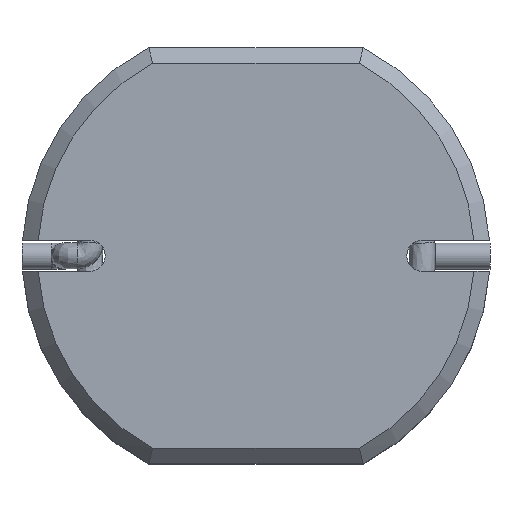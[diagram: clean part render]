
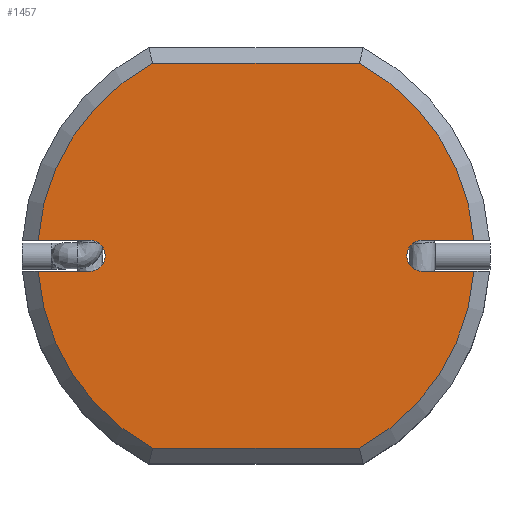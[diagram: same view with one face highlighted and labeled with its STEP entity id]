
A CAD part, top view. The second image highlights one B-rep face of the part: STEP entity #1457.
In plain terms, the highlighted planar face has unit normal (0, 0, 1).
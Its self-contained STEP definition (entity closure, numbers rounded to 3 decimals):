
#222=PLANE('',#1783);
#301=FACE_OUTER_BOUND('',#395,.T.);
#395=EDGE_LOOP('',(#1227,#1228,#1229,#1230,#1231,#1232,#1233,#1234,#1235,
#1236,#1237,#1238));
#477=CIRCLE('',#1775,1.575);
#483=CIRCLE('',#1784,0.113);
#484=CIRCLE('',#1785,1.575);
#485=CIRCLE('',#1786,1.575);
#486=CIRCLE('',#1787,0.113);
#487=CIRCLE('',#1788,1.575);
#546=LINE('',#3458,#637);
#556=LINE('',#3495,#647);
#557=LINE('',#3499,#648);
#558=LINE('',#3503,#649);
#559=LINE('',#3507,#650);
#560=LINE('',#3510,#651);
#637=VECTOR('',#2127,0.75);
#647=VECTOR('',#2157,0.75);
#648=VECTOR('',#2160,0.75);
#649=VECTOR('',#2163,0.75);
#650=VECTOR('',#2166,0.75);
#651=VECTOR('',#2169,0.75);
#757=VERTEX_POINT('',#3453);
#758=VERTEX_POINT('',#3457);
#760=VERTEX_POINT('',#3463);
#771=VERTEX_POINT('',#3493);
#772=VERTEX_POINT('',#3494);
#773=VERTEX_POINT('',#3496);
#774=VERTEX_POINT('',#3498);
#775=VERTEX_POINT('',#3500);
#776=VERTEX_POINT('',#3502);
#777=VERTEX_POINT('',#3504);
#778=VERTEX_POINT('',#3506);
#779=VERTEX_POINT('',#3509);
#915=EDGE_CURVE('',#757,#758,#546,.T.);
#919=EDGE_CURVE('',#757,#760,#477,.T.);
#932=EDGE_CURVE('',#771,#772,#556,.T.);
#933=EDGE_CURVE('',#773,#772,#483,.T.);
#934=EDGE_CURVE('',#774,#773,#557,.T.);
#935=EDGE_CURVE('',#774,#775,#484,.T.);
#936=EDGE_CURVE('',#776,#775,#558,.T.);
#937=EDGE_CURVE('',#776,#777,#485,.T.);
#938=EDGE_CURVE('',#777,#778,#559,.T.);
#939=EDGE_CURVE('',#758,#778,#486,.T.);
#940=EDGE_CURVE('',#760,#779,#560,.T.);
#941=EDGE_CURVE('',#779,#771,#487,.T.);
#1227=ORIENTED_EDGE('',*,*,#932,.T.);
#1228=ORIENTED_EDGE('',*,*,#933,.F.);
#1229=ORIENTED_EDGE('',*,*,#934,.F.);
#1230=ORIENTED_EDGE('',*,*,#935,.T.);
#1231=ORIENTED_EDGE('',*,*,#936,.F.);
#1232=ORIENTED_EDGE('',*,*,#937,.T.);
#1233=ORIENTED_EDGE('',*,*,#938,.T.);
#1234=ORIENTED_EDGE('',*,*,#939,.F.);
#1235=ORIENTED_EDGE('',*,*,#915,.F.);
#1236=ORIENTED_EDGE('',*,*,#919,.T.);
#1237=ORIENTED_EDGE('',*,*,#940,.T.);
#1238=ORIENTED_EDGE('',*,*,#941,.T.);
#1457=ADVANCED_FACE('',(#301),#222,.T.);
#1775=AXIS2_PLACEMENT_3D('',#3467,#2132,#2133);
#1783=AXIS2_PLACEMENT_3D('',#3492,#2155,#2156);
#1784=AXIS2_PLACEMENT_3D('',#3497,#2158,#2159);
#1785=AXIS2_PLACEMENT_3D('',#3501,#2161,#2162);
#1786=AXIS2_PLACEMENT_3D('',#3505,#2164,#2165);
#1787=AXIS2_PLACEMENT_3D('',#3508,#2167,#2168);
#1788=AXIS2_PLACEMENT_3D('',#3511,#2170,#2171);
#2127=DIRECTION('',(1.,0.,0.));
#2132=DIRECTION('center_axis',(0.,0.,1.));
#2133=DIRECTION('ref_axis',(-0.998,-0.067,0.));
#2155=DIRECTION('center_axis',(0.,0.,1.));
#2156=DIRECTION('ref_axis',(1.,0.,0.));
#2157=DIRECTION('',(-1.,0.,0.));
#2158=DIRECTION('center_axis',(0.,0.,1.));
#2159=DIRECTION('ref_axis',(0.,1.,0.));
#2160=DIRECTION('',(-1.,0.,0.));
#2161=DIRECTION('center_axis',(0.,0.,1.));
#2162=DIRECTION('ref_axis',(0.998,0.067,0.));
#2163=DIRECTION('',(1.,0.,0.));
#2164=DIRECTION('center_axis',(0.,0.,1.));
#2165=DIRECTION('ref_axis',(-0.458,0.889,0.));
#2166=DIRECTION('',(1.,0.,0.));
#2167=DIRECTION('center_axis',(0.,0.,1.));
#2168=DIRECTION('ref_axis',(0.,1.,0.));
#2169=DIRECTION('',(1.,0.,0.));
#2170=DIRECTION('center_axis',(0.,0.,1.));
#2171=DIRECTION('ref_axis',(0.458,-0.889,0.));
#3453=CARTESIAN_POINT('',(-1.383,-0.613,2.419));
#3457=CARTESIAN_POINT('',(-1.013,-0.613,2.419));
#3458=CARTESIAN_POINT('',(-1.496,-0.613,2.419));
#3463=CARTESIAN_POINT('',(-0.558,-1.888,2.419));
#3467=CARTESIAN_POINT('Origin',(0.188,-0.5,2.419));
#3492=CARTESIAN_POINT('Origin',(0.187,-0.5,2.419));
#3493=CARTESIAN_POINT('',(1.758,-0.613,2.419));
#3494=CARTESIAN_POINT('',(1.388,-0.613,2.419));
#3495=CARTESIAN_POINT('',(1.871,-0.613,2.419));
#3496=CARTESIAN_POINT('',(1.388,-0.388,2.419));
#3497=CARTESIAN_POINT('Origin',(1.388,-0.5,2.419));
#3498=CARTESIAN_POINT('',(1.758,-0.388,2.419));
#3499=CARTESIAN_POINT('',(1.871,-0.388,2.419));
#3500=CARTESIAN_POINT('',(0.933,0.888,2.419));
#3501=CARTESIAN_POINT('Origin',(0.188,-0.5,2.419));
#3502=CARTESIAN_POINT('',(-0.558,0.888,2.419));
#3503=CARTESIAN_POINT('',(-0.586,0.888,2.419));
#3504=CARTESIAN_POINT('',(-1.383,-0.388,2.419));
#3505=CARTESIAN_POINT('Origin',(0.188,-0.5,2.419));
#3506=CARTESIAN_POINT('',(-1.013,-0.388,2.419));
#3507=CARTESIAN_POINT('',(-1.496,-0.388,2.419));
#3508=CARTESIAN_POINT('Origin',(-1.013,-0.5,2.419));
#3509=CARTESIAN_POINT('',(0.933,-1.888,2.419));
#3510=CARTESIAN_POINT('',(-0.586,-1.888,2.419));
#3511=CARTESIAN_POINT('Origin',(0.188,-0.5,2.419));
